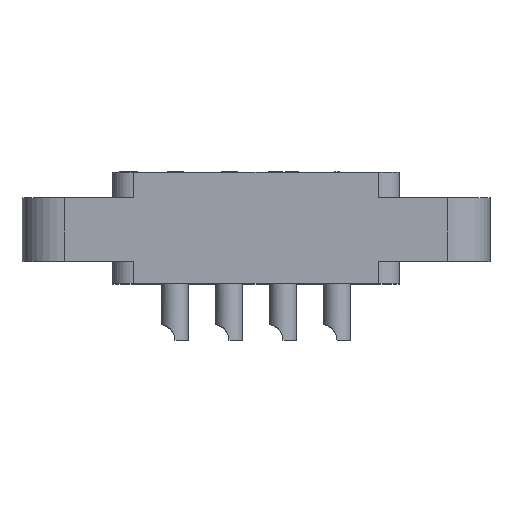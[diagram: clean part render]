
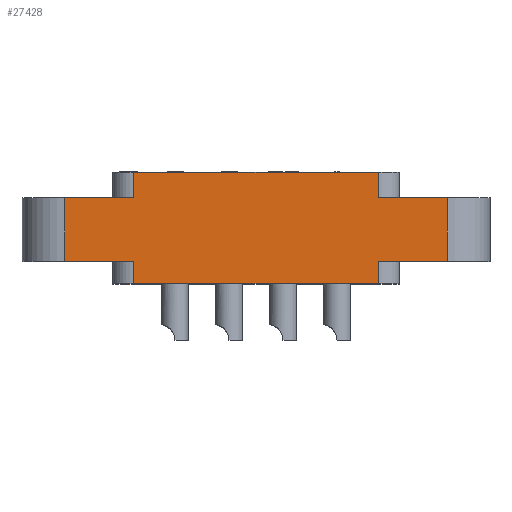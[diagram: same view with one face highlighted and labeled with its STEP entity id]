
A CAD part, top view. The second image highlights one B-rep face of the part: STEP entity #27428.
In plain terms, the highlighted planar face has unit normal (0, 0, 1).
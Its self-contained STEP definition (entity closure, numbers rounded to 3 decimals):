
#19=DIRECTION('',(-1.,0.,0.));
#20=VECTOR('',#19,6.5);
#21=CARTESIAN_POINT('',(18.,8.1,12.7));
#22=LINE('',#21,#20);
#41=DIRECTION('',(0.,1.,0.));
#42=VECTOR('',#41,2.4);
#43=CARTESIAN_POINT('',(11.5,8.1,12.7));
#44=LINE('',#43,#42);
#63=DIRECTION('',(-1.,0.,0.));
#64=VECTOR('',#63,23.);
#65=CARTESIAN_POINT('',(11.5,10.5,12.7));
#66=LINE('',#65,#64);
#1177=DIRECTION('',(0.,-1.,0.));
#1178=VECTOR('',#1177,2.4);
#1179=CARTESIAN_POINT('',(-11.5,10.5,12.7));
#1180=LINE('',#1179,#1178);
#1199=DIRECTION('',(-1.,0.,0.));
#1200=VECTOR('',#1199,6.5);
#1201=CARTESIAN_POINT('',(-11.5,8.1,12.7));
#1202=LINE('',#1201,#1200);
#1249=DIRECTION('',(0.,-1.,0.));
#1250=VECTOR('',#1249,6.);
#1251=CARTESIAN_POINT('',(-18.,8.1,12.7));
#1252=LINE('',#1251,#1250);
#1275=DIRECTION('',(1.,0.,0.));
#1276=VECTOR('',#1275,6.5);
#1277=CARTESIAN_POINT('',(-18.,2.1,12.7));
#1278=LINE('',#1277,#1276);
#1313=DIRECTION('',(0.,-1.,0.));
#1314=VECTOR('',#1313,2.1);
#1315=CARTESIAN_POINT('',(-11.5,2.1,12.7));
#1316=LINE('',#1315,#1314);
#1335=DIRECTION('',(1.,0.,0.));
#1336=VECTOR('',#1335,23.);
#1337=CARTESIAN_POINT('',(-11.5,0.,12.7));
#1338=LINE('',#1337,#1336);
#1521=DIRECTION('',(0.,1.,0.));
#1522=VECTOR('',#1521,2.1);
#1523=CARTESIAN_POINT('',(11.5,0.,12.7));
#1524=LINE('',#1523,#1522);
#1543=DIRECTION('',(1.,0.,0.));
#1544=VECTOR('',#1543,6.5);
#1545=CARTESIAN_POINT('',(11.5,2.1,12.7));
#1546=LINE('',#1545,#1544);
#1581=DIRECTION('',(0.,1.,0.));
#1582=VECTOR('',#1581,6.);
#1583=CARTESIAN_POINT('',(18.,2.1,12.7));
#1584=LINE('',#1583,#1582);
#23457=CARTESIAN_POINT('',(18.,2.1,12.7));
#23458=CARTESIAN_POINT('',(18.,8.1,12.7));
#23459=VERTEX_POINT('',#23457);
#23460=VERTEX_POINT('',#23458);
#23473=CARTESIAN_POINT('',(-18.,8.1,12.7));
#23474=CARTESIAN_POINT('',(-18.,2.1,12.7));
#23475=VERTEX_POINT('',#23473);
#23476=VERTEX_POINT('',#23474);
#23505=CARTESIAN_POINT('',(11.5,8.1,12.7));
#23506=CARTESIAN_POINT('',(11.5,10.5,12.7));
#23507=VERTEX_POINT('',#23505);
#23508=VERTEX_POINT('',#23506);
#23513=CARTESIAN_POINT('',(11.5,0.,12.7));
#23514=CARTESIAN_POINT('',(11.5,2.1,12.7));
#23515=VERTEX_POINT('',#23513);
#23516=VERTEX_POINT('',#23514);
#23521=CARTESIAN_POINT('',(-11.5,2.1,12.7));
#23522=CARTESIAN_POINT('',(-11.5,0.,12.7));
#23523=VERTEX_POINT('',#23521);
#23524=VERTEX_POINT('',#23522);
#23529=CARTESIAN_POINT('',(-11.5,10.5,12.7));
#23530=CARTESIAN_POINT('',(-11.5,8.1,12.7));
#23531=VERTEX_POINT('',#23529);
#23532=VERTEX_POINT('',#23530);
#27398=CARTESIAN_POINT('',(0.,0.,12.7));
#27399=DIRECTION('',(0.,0.,1.));
#27400=DIRECTION('',(1.,0.,0.));
#27401=AXIS2_PLACEMENT_3D('',#27398,#27399,#27400);
#27402=PLANE('',#27401);
#27404=ORIENTED_EDGE('',*,*,#27403,.F.);
#27405=ORIENTED_EDGE('',*,*,#27375,.F.);
#27407=ORIENTED_EDGE('',*,*,#27406,.F.);
#27409=ORIENTED_EDGE('',*,*,#27408,.F.);
#27411=ORIENTED_EDGE('',*,*,#27410,.F.);
#27413=ORIENTED_EDGE('',*,*,#27412,.F.);
#27415=ORIENTED_EDGE('',*,*,#27414,.F.);
#27417=ORIENTED_EDGE('',*,*,#27416,.F.);
#27419=ORIENTED_EDGE('',*,*,#27418,.F.);
#27421=ORIENTED_EDGE('',*,*,#27420,.F.);
#27423=ORIENTED_EDGE('',*,*,#27422,.F.);
#27425=ORIENTED_EDGE('',*,*,#27424,.F.);
#27426=EDGE_LOOP('',(#27404,#27405,#27407,#27409,#27411,#27413,#27415,#27417,
#27419,#27421,#27423,#27425));
#27427=FACE_OUTER_BOUND('',#27426,.F.);
#27428=ADVANCED_FACE('',(#27427),#27402,.T.);
#27375=EDGE_CURVE('',#23460,#23507,#22,.T.);
#27403=EDGE_CURVE('',#23507,#23508,#44,.T.);
#27406=EDGE_CURVE('',#23459,#23460,#1584,.T.);
#27408=EDGE_CURVE('',#23516,#23459,#1546,.T.);
#27410=EDGE_CURVE('',#23515,#23516,#1524,.T.);
#27412=EDGE_CURVE('',#23524,#23515,#1338,.T.);
#27414=EDGE_CURVE('',#23523,#23524,#1316,.T.);
#27416=EDGE_CURVE('',#23476,#23523,#1278,.T.);
#27418=EDGE_CURVE('',#23475,#23476,#1252,.T.);
#27420=EDGE_CURVE('',#23532,#23475,#1202,.T.);
#27422=EDGE_CURVE('',#23531,#23532,#1180,.T.);
#27424=EDGE_CURVE('',#23508,#23531,#66,.T.);
